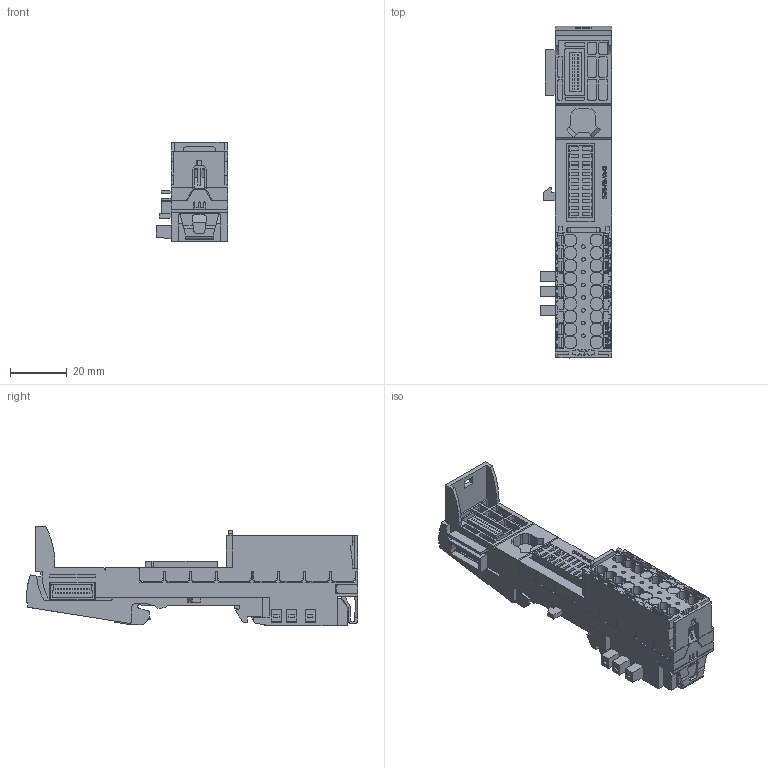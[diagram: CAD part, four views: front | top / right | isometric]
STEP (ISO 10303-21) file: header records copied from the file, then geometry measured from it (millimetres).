
FILE_DESCRIPTION(/* description */ (''),/* implementation_level */ '2;1');
FILE_NAME(/* name */ '6AG1193-6BP20-7DC0_3d.stp',/* time_stamp */ '2025-02-15T22:26:46+08:00',/* author */ (''),/* organization */ (''),/* preprocessor_version */ 'ST-DEVELOPER v18.102',/* originating_system */ 'SIEMENS PLM Software NX 2023',/* authorisation */ '');
FILE_SCHEMA (('AUTOMOTIVE_DESIGN { 1 0 10303 214 3 1 1 1 }'));
Products named in the file (3): A5E54375145A_RS-AA_001_1-labeling; A5E31711949A_RS-AA_004_2-box; A5E54375144A_RS-AA_001_1-CAx_6AG21936BP204DC0
Assembly tree (2 placements, depth 2):
  A5E54375144A_RS-AA_001_1-CAx_6AG21936BP204DC0
    A5E31711949A_RS-AA_004_2-box
    A5E54375145A_RS-AA_001_1-labeling
Bounding box: 25.41 x 117.31 x 35 mm (x, y, z)
Volume: 43292.9 mm3; surface area: 28066.9 mm2
Topology: 50 solids, 51 shells, 2750 faces, 7323 edges, 4840 vertices
Faces by surface type: plane 2193, cylinder 331, extrusion 226
Full cylindrical faces by diameter (mm): 1.3 x8
Entity records: 113296 total; most frequent: CARTESIAN_POINT 25444, ORIENTED_EDGE 14630, DIRECTION 12717, EDGE_CURVE 7315, VECTOR 6271, LINE 6045, VERTEX_POINT 4840, AXIS2_PLACEMENT_3D 3223
